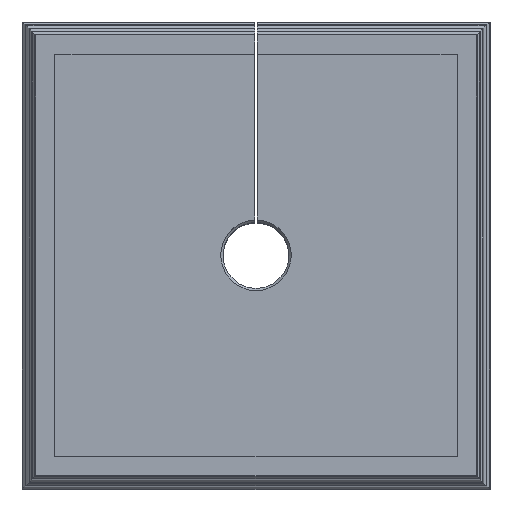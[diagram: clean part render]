
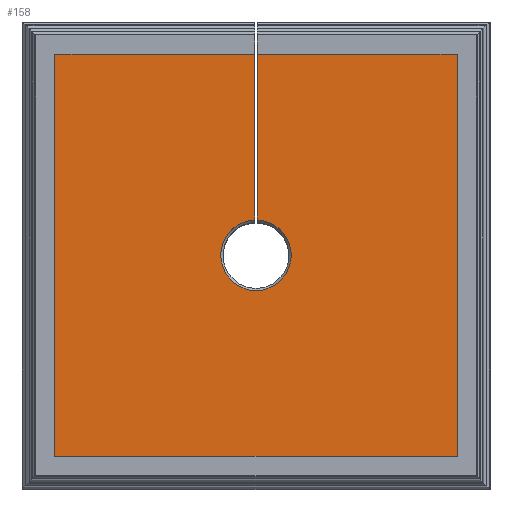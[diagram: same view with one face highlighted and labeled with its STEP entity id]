
A CAD part, top view. The second image highlights one B-rep face of the part: STEP entity #158.
In plain terms, the highlighted planar face has unit normal (0, 0, 1).
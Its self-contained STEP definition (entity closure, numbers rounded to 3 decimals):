
#53=CIRCLE('',#1725,1.5);
#158=ADVANCED_FACE('',(#311),#244,.T.);
#244=PLANE('',#1726);
#311=FACE_OUTER_BOUND('',#401,.T.);
#401=EDGE_LOOP('',(#676,#677,#678,#679,#680,#681,#682,#683));
#676=ORIENTED_EDGE('',*,*,#1195,.F.);
#677=ORIENTED_EDGE('',*,*,#1196,.T.);
#678=ORIENTED_EDGE('',*,*,#1197,.T.);
#679=ORIENTED_EDGE('',*,*,#1198,.T.);
#680=ORIENTED_EDGE('',*,*,#1199,.T.);
#681=ORIENTED_EDGE('',*,*,#1083,.T.);
#682=ORIENTED_EDGE('',*,*,#1200,.F.);
#683=ORIENTED_EDGE('',*,*,#1201,.F.);
#929=VERTEX_POINT('',#2234);
#931=VERTEX_POINT('',#2237);
#1000=VERTEX_POINT('',#2526);
#1001=VERTEX_POINT('',#2527);
#1002=VERTEX_POINT('',#2529);
#1003=VERTEX_POINT('',#2531);
#1004=VERTEX_POINT('',#2533);
#1005=VERTEX_POINT('',#2536);
#1083=EDGE_CURVE('',#931,#929,#1315,.T.);
#1195=EDGE_CURVE('',#1000,#1001,#1415,.T.);
#1196=EDGE_CURVE('',#1000,#1002,#1416,.T.);
#1197=EDGE_CURVE('',#1002,#1003,#1417,.T.);
#1198=EDGE_CURVE('',#1003,#1004,#1418,.T.);
#1199=EDGE_CURVE('',#1004,#931,#1419,.T.);
#1200=EDGE_CURVE('',#1005,#929,#1420,.T.);
#1201=EDGE_CURVE('',#1001,#1005,#53,.T.);
#1315=LINE('',#2236,#1500);
#1415=LINE('',#2525,#1600);
#1416=LINE('',#2528,#1601);
#1417=LINE('',#2530,#1602);
#1418=LINE('',#2532,#1603);
#1419=LINE('',#2534,#1604);
#1420=LINE('',#2535,#1605);
#1500=VECTOR('',#1823,1.);
#1600=VECTOR('',#2011,1.);
#1601=VECTOR('',#2012,1.);
#1602=VECTOR('',#2013,1.);
#1603=VECTOR('',#2014,1.);
#1604=VECTOR('',#2015,1.);
#1605=VECTOR('',#2016,1.);
#1725=AXIS2_PLACEMENT_3D('',#2537,#2017,#2018);
#1726=AXIS2_PLACEMENT_3D('',#2538,#2019,#2020);
#1823=DIRECTION('',(-1.,0.,0.));
#2011=DIRECTION('',(0.,-1.,0.));
#2012=DIRECTION('',(-1.,0.,0.));
#2013=DIRECTION('',(0.,-1.,0.));
#2014=DIRECTION('',(1.,0.,0.));
#2015=DIRECTION('',(0.,1.,0.));
#2016=DIRECTION('',(0.,1.,0.));
#2017=DIRECTION('',(0.,0.,1.));
#2018=DIRECTION('',(1.,0.,0.));
#2019=DIRECTION('',(0.,0.,1.));
#2020=DIRECTION('',(-1.,0.,0.));
#2234=CARTESIAN_POINT('',(0.05,8.55,17.7));
#2236=CARTESIAN_POINT('',(8.55,8.55,17.7));
#2237=CARTESIAN_POINT('',(8.55,8.55,17.7));
#2525=CARTESIAN_POINT('',(-0.05,0.,17.7));
#2526=CARTESIAN_POINT('',(-0.05,8.55,17.7));
#2527=CARTESIAN_POINT('',(-0.05,1.499,17.7));
#2528=CARTESIAN_POINT('',(8.55,8.55,17.7));
#2529=CARTESIAN_POINT('',(-8.55,8.55,17.7));
#2530=CARTESIAN_POINT('',(-8.55,8.55,17.7));
#2531=CARTESIAN_POINT('',(-8.55,-8.55,17.7));
#2532=CARTESIAN_POINT('',(-8.55,-8.55,17.7));
#2533=CARTESIAN_POINT('',(8.55,-8.55,17.7));
#2534=CARTESIAN_POINT('',(8.55,-8.55,17.7));
#2535=CARTESIAN_POINT('',(0.05,0.,17.7));
#2536=CARTESIAN_POINT('',(0.05,1.499,17.7));
#2537=CARTESIAN_POINT('',(0.,0.,17.7));
#2538=CARTESIAN_POINT('',(0.,0.,17.7));
